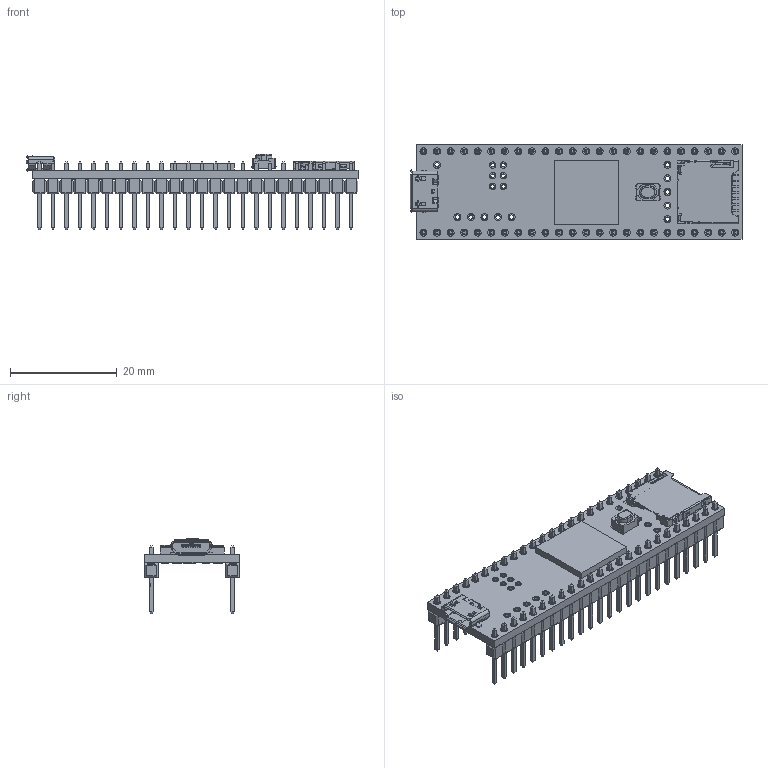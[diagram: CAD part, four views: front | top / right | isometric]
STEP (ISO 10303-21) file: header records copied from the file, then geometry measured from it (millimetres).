
FILE_DESCRIPTION(/* description */ (''),/* implementation_level */ '2;1');
FILE_NAME(/* name */ 'Teensy 4.1 (With Headers) v1.step',/* time_stamp */ '2024-05-12T02:45:26-06:00',/* author */ (''),/* organization */ (''),/* preprocessor_version */ 'ST-DEVELOPER v20',/* originating_system */ 'Autodesk Translation Framework v12.20.1.177',/* authorisation */ '');
FILE_SCHEMA (('AUTOMOTIVE_DESIGN { 1 0 10303 214 3 1 1 }'));
Products named in the file (8): Teensy 4.1 (With Headers); Component1 (1); 114-00841-68--3DModel-STEP-56544 v1; MIMXRT1052CVJ5B v1; MicroUSB Molex 473460001 v1; Pin Header 1x6 TH Pitch 2.54mm v1; Pin Header 1x6 TH Pitch 2.54mm v1(Mirror); PTS810 SJK 250 SMTR LFS v1
Assembly tree (13 placements, depth 2):
  Teensy 4.1 (With Headers)
    Component1 (1)
    114-00841-68--3DModel-STEP-56544 v1
    MIMXRT1052CVJ5B v1
    MicroUSB Molex 473460001 v1
    Pin Header 1x6 TH Pitch 2.54mm v1  x4
    Pin Header 1x6 TH Pitch 2.54mm v1(Mirror)  x4
    PTS810 SJK 250 SMTR LFS v1
Bounding box: 62.21 x 17.78 x 14.08 mm (x, y, z)
Volume: 2299.2 mm3; surface area: 7590 mm2
Topology: 396 solids, 444 shells, 4152 faces, 10614 edges, 6847 vertices
Faces by surface type: plane 2959, cylinder 943, sphere 200, bspline 32, torus 18
Full cylindrical faces by diameter (mm): 0.5 x2, 0.7 x18, 0.8 x176, 1.21 x12, 1.31 x117
Entity records: 82173 total; most frequent: CARTESIAN_POINT 15375, DIRECTION 13798, ORIENTED_EDGE 12916, EDGE_CURVE 6498, AXIS2_PLACEMENT_3D 4655, LINE 4488, VECTOR 4488, VERTEX_POINT 4471
